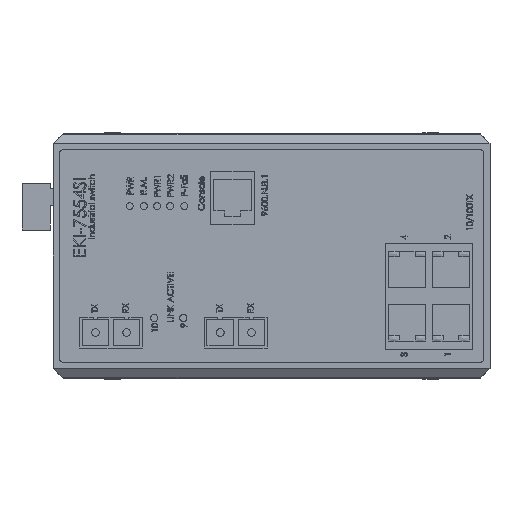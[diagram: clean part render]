
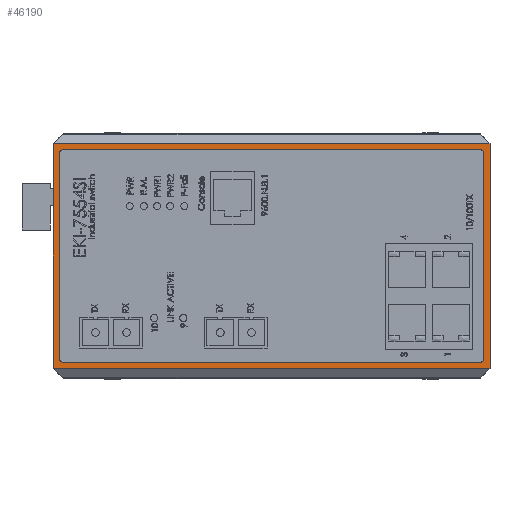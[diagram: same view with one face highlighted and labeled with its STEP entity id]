
A CAD part, left-side view. The second image highlights one B-rep face of the part: STEP entity #46190.
In plain terms, the highlighted planar face has unit normal (-1, 0, 0).
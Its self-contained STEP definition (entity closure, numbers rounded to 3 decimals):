
#45085 = EDGE_CURVE ( 'NONE', #48574, #45088, #88398, .T. ) ;
#45088 = VERTEX_POINT ( 'NONE', #88394 ) ;
#46079 = ORIENTED_EDGE ( 'NONE', *, *, #46081, .T. ) ;
#46081 = EDGE_CURVE ( 'NONE', #46105, #46084, #89697, .T. ) ;
#46084 = VERTEX_POINT ( 'NONE', #89693 ) ;
#46086 = ORIENTED_EDGE ( 'NONE', *, *, #46211, .T. ) ;
#46088 = EDGE_CURVE ( 'NONE', #46206, #46090, #89692, .T. ) ;
#46090 = VERTEX_POINT ( 'NONE', #89687 ) ;
#46092 = ORIENTED_EDGE ( 'NONE', *, *, #46096, .T. ) ;
#46096 = EDGE_CURVE ( 'NONE', #46090, #46098, #89685, .T. ) ;
#46098 = VERTEX_POINT ( 'NONE', #89681 ) ;
#46100 = ORIENTED_EDGE ( 'NONE', *, *, #46104, .T. ) ;
#46104 = EDGE_CURVE ( 'NONE', #46098, #46105, #89679, .T. ) ;
#46105 = VERTEX_POINT ( 'NONE', #89674 ) ;
#46190 = ADVANCED_FACE ( 'NONE', ( #89774, #89773 ), #89772, .F. ) ;
#46192 = EDGE_LOOP ( 'NONE', ( #46194, #46202, #46207, #46092, #46100, #46079, #46086, #46215 ) ) ;
#46194 = ORIENTED_EDGE ( 'NONE', *, *, #46195, .T. ) ;
#46195 = EDGE_CURVE ( 'NONE', #46197, #46199, #89829, .T. ) ;
#46197 = VERTEX_POINT ( 'NONE', #89824 ) ;
#46199 = VERTEX_POINT ( 'NONE', #89823 ) ;
#46202 = ORIENTED_EDGE ( 'NONE', *, *, #46204, .T. ) ;
#46204 = EDGE_CURVE ( 'NONE', #46199, #46206, #89822, .T. ) ;
#46206 = VERTEX_POINT ( 'NONE', #89808 ) ;
#46207 = ORIENTED_EDGE ( 'NONE', *, *, #46088, .T. ) ;
#46211 = EDGE_CURVE ( 'NONE', #46084, #46213, #89803, .T. ) ;
#46213 = VERTEX_POINT ( 'NONE', #89861 ) ;
#46215 = ORIENTED_EDGE ( 'NONE', *, *, #46217, .T. ) ;
#46217 = EDGE_CURVE ( 'NONE', #46213, #46197, #89860, .T. ) ;
#46220 = EDGE_LOOP ( 'NONE', ( #46222, #46227, #46232, #46236 ) ) ;
#46222 = ORIENTED_EDGE ( 'NONE', *, *, #48674, .T. ) ;
#46227 = ORIENTED_EDGE ( 'NONE', *, *, #46230, .T. ) ;
#46230 = EDGE_CURVE ( 'NONE', #48715, #46231, #89855, .T. ) ;
#46231 = VERTEX_POINT ( 'NONE', #89846 ) ;
#46232 = ORIENTED_EDGE ( 'NONE', *, *, #46234, .F. ) ;
#46234 = EDGE_CURVE ( 'NONE', #45088, #46231, #89840, .T. ) ;
#46236 = ORIENTED_EDGE ( 'NONE', *, *, #45085, .F. ) ;
#48574 = VERTEX_POINT ( 'NONE', #92873 ) ;
#48674 = EDGE_CURVE ( 'NONE', #48574, #48715, #93012, .T. ) ;
#48715 = VERTEX_POINT ( 'NONE', #93036 ) ;
#88394 = CARTESIAN_POINT ( 'NONE',  ( -48., 140., 36. ) ) ;
#88395 = DIRECTION ( 'NONE',  ( 0., 0., 1. ) ) ;
#88396 = VECTOR ( 'NONE', #88395, 1000. ) ;
#88397 = CARTESIAN_POINT ( 'NONE',  ( -48., 140., -36. ) ) ;
#88398 = LINE ( 'NONE', #88397, #88396 ) ;
#89674 = CARTESIAN_POINT ( 'NONE',  ( -48., 2., 33. ) ) ;
#89675 = DIRECTION ( 'NONE',  ( 0., 0., -1. ) ) ;
#89676 = DIRECTION ( 'NONE',  ( 1., 0., 0. ) ) ;
#89677 = CARTESIAN_POINT ( 'NONE',  ( -48., 3., 33. ) ) ;
#89678 = AXIS2_PLACEMENT_3D ( 'NONE', #89677, #89676, #89675 ) ;
#89679 = CIRCLE ( 'NONE', #89678, 1. ) ;
#89681 = CARTESIAN_POINT ( 'NONE',  ( -48., 3., 34. ) ) ;
#89682 = DIRECTION ( 'NONE',  ( 0., -1., 0. ) ) ;
#89683 = VECTOR ( 'NONE', #89682, 1000. ) ;
#89684 = CARTESIAN_POINT ( 'NONE',  ( -48., 137., 34. ) ) ;
#89685 = LINE ( 'NONE', #89684, #89683 ) ;
#89687 = CARTESIAN_POINT ( 'NONE',  ( -48., 137., 34. ) ) ;
#89688 = DIRECTION ( 'NONE',  ( 0., 0., -1. ) ) ;
#89689 = DIRECTION ( 'NONE',  ( 1., 0., 0. ) ) ;
#89690 = CARTESIAN_POINT ( 'NONE',  ( -48., 137., 33. ) ) ;
#89691 = AXIS2_PLACEMENT_3D ( 'NONE', #89690, #89689, #89688 ) ;
#89692 = CIRCLE ( 'NONE', #89691, 1. ) ;
#89693 = CARTESIAN_POINT ( 'NONE',  ( -48., 2., -33. ) ) ;
#89694 = DIRECTION ( 'NONE',  ( 0., 0., -1. ) ) ;
#89695 = VECTOR ( 'NONE', #89694, 1000. ) ;
#89696 = CARTESIAN_POINT ( 'NONE',  ( -48., 2., 33. ) ) ;
#89697 = LINE ( 'NONE', #89696, #89695 ) ;
#89770 = CARTESIAN_POINT ( 'NONE',  ( -48., 140., -36. ) ) ;
#89771 = AXIS2_PLACEMENT_3D ( 'NONE', #89770, #89831, #89830 ) ;
#89772 = PLANE ( 'NONE',  #89771 ) ;
#89773 = FACE_OUTER_BOUND ( 'NONE', #46220, .T. ) ;
#89774 = FACE_BOUND ( 'NONE', #46192, .T. ) ;
#89803 = CIRCLE ( 'NONE', #89865, 1. ) ;
#89808 = CARTESIAN_POINT ( 'NONE',  ( -48., 138., 33. ) ) ;
#89814 = DIRECTION ( 'NONE',  ( 0., 0., 1. ) ) ;
#89815 = VECTOR ( 'NONE', #89814, 1000. ) ;
#89816 = CARTESIAN_POINT ( 'NONE',  ( -48., 138., -33. ) ) ;
#89822 = LINE ( 'NONE', #89816, #89815 ) ;
#89823 = CARTESIAN_POINT ( 'NONE',  ( -48., 138., -33. ) ) ;
#89824 = CARTESIAN_POINT ( 'NONE',  ( -48., 137., -34. ) ) ;
#89825 = DIRECTION ( 'NONE',  ( 0., 0., 1. ) ) ;
#89826 = DIRECTION ( 'NONE',  ( 1., 0., 0. ) ) ;
#89827 = CARTESIAN_POINT ( 'NONE',  ( -48., 137., -33. ) ) ;
#89828 = AXIS2_PLACEMENT_3D ( 'NONE', #89827, #89826, #89825 ) ;
#89829 = CIRCLE ( 'NONE', #89828, 1. ) ;
#89830 = DIRECTION ( 'NONE',  ( 0., 0., -1. ) ) ;
#89831 = DIRECTION ( 'NONE',  ( 1., 0., 0. ) ) ;
#89837 = DIRECTION ( 'NONE',  ( 0., -1., 0. ) ) ;
#89838 = VECTOR ( 'NONE', #89837, 1000. ) ;
#89839 = CARTESIAN_POINT ( 'NONE',  ( -48., 140., 36. ) ) ;
#89840 = LINE ( 'NONE', #89839, #89838 ) ;
#89846 = CARTESIAN_POINT ( 'NONE',  ( -48., 0., 36. ) ) ;
#89847 = DIRECTION ( 'NONE',  ( 0., 0., 1. ) ) ;
#89848 = VECTOR ( 'NONE', #89847, 1000. ) ;
#89849 = CARTESIAN_POINT ( 'NONE',  ( -48., 0., -36. ) ) ;
#89855 = LINE ( 'NONE', #89849, #89848 ) ;
#89857 = DIRECTION ( 'NONE',  ( 0., 1., 0. ) ) ;
#89858 = VECTOR ( 'NONE', #89857, 1000. ) ;
#89859 = CARTESIAN_POINT ( 'NONE',  ( -48., 3., -34. ) ) ;
#89860 = LINE ( 'NONE', #89859, #89858 ) ;
#89861 = CARTESIAN_POINT ( 'NONE',  ( -48., 3., -34. ) ) ;
#89862 = DIRECTION ( 'NONE',  ( 0., 0., -1. ) ) ;
#89863 = DIRECTION ( 'NONE',  ( 1., 0., 0. ) ) ;
#89864 = CARTESIAN_POINT ( 'NONE',  ( -48., 3., -33. ) ) ;
#89865 = AXIS2_PLACEMENT_3D ( 'NONE', #89864, #89863, #89862 ) ;
#92873 = CARTESIAN_POINT ( 'NONE',  ( -48., 140., -36. ) ) ;
#93009 = DIRECTION ( 'NONE',  ( 0., -1., 0. ) ) ;
#93010 = VECTOR ( 'NONE', #93009, 1000. ) ;
#93011 = CARTESIAN_POINT ( 'NONE',  ( -48., 140., -36. ) ) ;
#93012 = LINE ( 'NONE', #93011, #93010 ) ;
#93036 = CARTESIAN_POINT ( 'NONE',  ( -48., 0., -36. ) ) ;
